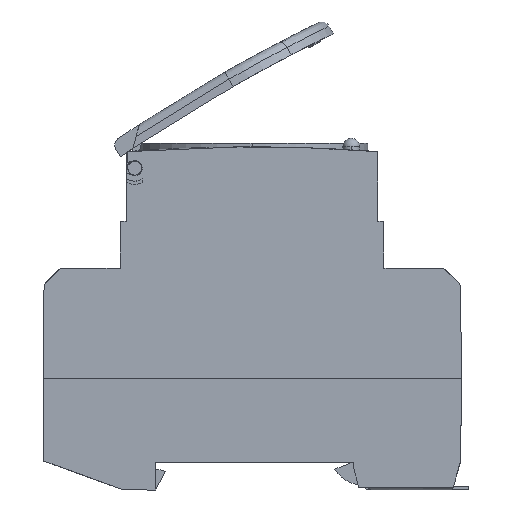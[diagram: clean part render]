
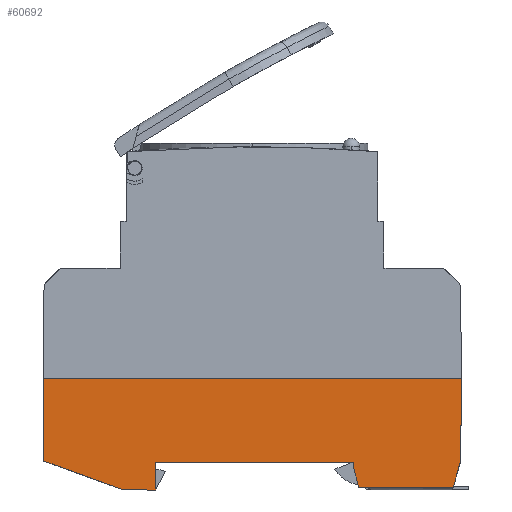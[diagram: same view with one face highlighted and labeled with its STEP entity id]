
A CAD part, left-side view. The second image highlights one B-rep face of the part: STEP entity #60692.
In plain terms, the highlighted planar face has unit normal (-1, 0, -0.009).
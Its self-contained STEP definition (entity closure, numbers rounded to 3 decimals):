
#3645 = VECTOR ( 'NONE', #34662, 1000. ) ;
#4082 = VECTOR ( 'NONE', #35944, 1000. ) ;
#5326 = VECTOR ( 'NONE', #35309, 1000. ) ;
#5365 = VECTOR ( 'NONE', #35331, 1000. ) ;
#5450 = VECTOR ( 'NONE', #35811, 1000. ) ;
#5545 = VECTOR ( 'NONE', #35414, 1000. ) ;
#7456 = LINE ( 'NONE', #7467, #11954 ) ;
#7458 = DIRECTION ( 'NONE',  ( -0.009, 0., 1. ) ) ;
#7467 = CARTESIAN_POINT ( 'NONE',  ( -22.355, -18.5, -41.55 ) ) ;
#11025 = AXIS2_PLACEMENT_3D ( 'NONE', #58118, #58117, #58127 ) ;
#11404 = VECTOR ( 'NONE', #36045, 1000. ) ;
#11667 = VECTOR ( 'NONE', #36930, 1000. ) ;
#11671 = VECTOR ( 'NONE', #36863, 1000. ) ;
#11761 = VECTOR ( 'NONE', #36760, 1000. ) ;
#11954 = VECTOR ( 'NONE', #7458, 1000. ) ;
#27220 = CARTESIAN_POINT ( 'NONE',  ( -22.355, -18.5, -41.55 ) ) ;
#27261 = CARTESIAN_POINT ( 'NONE',  ( -22.365, -18.5, -40.35 ) ) ;
#30937 = CARTESIAN_POINT ( 'NONE',  ( -22.326, -36.572, -44.9 ) ) ;
#30943 = CARTESIAN_POINT ( 'NONE',  ( -22.321, 17.5, -45.4 ) ) ;
#30944 = CARTESIAN_POINT ( 'NONE',  ( -22.321, 23.363, -45.4 ) ) ;
#30957 = CARTESIAN_POINT ( 'NONE',  ( -22.367, 37.825, -40.136 ) ) ;
#30961 = CARTESIAN_POINT ( 'NONE',  ( -22.326, -19.398, -44.9 ) ) ;
#31044 = CARTESIAN_POINT ( 'NONE',  ( -22.368, -37.915, -40.055 ) ) ;
#31144 = CARTESIAN_POINT ( 'NONE',  ( -22.365, 17.5, -40.35 ) ) ;
#31145 = CARTESIAN_POINT ( 'NONE',  ( -22.498, 37.955, -25.2 ) ) ;
#31170 = CARTESIAN_POINT ( 'NONE',  ( -22.498, -38.045, -25.2 ) ) ;
#34654 = LINE ( 'NONE', #34661, #3645 ) ;
#34661 = CARTESIAN_POINT ( 'NONE',  ( -22.301, 17.5, -47.702 ) ) ;
#34662 = DIRECTION ( 'NONE',  ( 0.009, 0., -1. ) ) ;
#35264 = LINE ( 'NONE', #35302, #5326 ) ;
#35302 = CARTESIAN_POINT ( 'NONE',  ( -22.321, 65.75, -45.4 ) ) ;
#35309 = DIRECTION ( 'NONE',  ( 0., 1., 0. ) ) ;
#35324 = LINE ( 'NONE', #35345, #5365 ) ;
#35331 = DIRECTION ( 'NONE',  ( 0., 1., 0. ) ) ;
#35345 = CARTESIAN_POINT ( 'NONE',  ( -22.326, 65.75, -44.9 ) ) ;
#35398 = LINE ( 'NONE', #35399, #5545 ) ;
#35399 = CARTESIAN_POINT ( 'NONE',  ( -22.326, -19.398, -44.9 ) ) ;
#35414 = DIRECTION ( 'NONE',  ( -0.008, 0.259, 0.966 ) ) ;
#35763 = CARTESIAN_POINT ( 'NONE',  ( -22.365, 65.75, -40.35 ) ) ;
#35808 = LINE ( 'NONE', #35763, #5450 ) ;
#35811 = DIRECTION ( 'NONE',  ( 0., 1., 0. ) ) ;
#35933 = LINE ( 'NONE', #35949, #4082 ) ;
#35944 = DIRECTION ( 'NONE',  ( -0.003, 0.94, 0.342 ) ) ;
#35949 = CARTESIAN_POINT ( 'NONE',  ( -22.321, 23.363, -45.4 ) ) ;
#36027 = LINE ( 'NONE', #36039, #11404 ) ;
#36039 = CARTESIAN_POINT ( 'NONE',  ( -22.368, -37.915, -40.055 ) ) ;
#36045 = DIRECTION ( 'NONE',  ( 0.008, 0.267, -0.964 ) ) ;
#36747 = CARTESIAN_POINT ( 'NONE',  ( -22.498, -38.045, -25.2 ) ) ;
#36760 = DIRECTION ( 'NONE',  ( 0.009, 0.009, -1. ) ) ;
#36783 = LINE ( 'NONE', #36747, #11761 ) ;
#36853 = LINE ( 'NONE', #36862, #11671 ) ;
#36862 = CARTESIAN_POINT ( 'NONE',  ( -22.498, 73.54, -25.2 ) ) ;
#36863 = DIRECTION ( 'NONE',  ( 0., 1., 0. ) ) ;
#36902 = CARTESIAN_POINT ( 'NONE',  ( -22.367, 37.825, -40.136 ) ) ;
#36908 = LINE ( 'NONE', #36902, #11667 ) ;
#36930 = DIRECTION ( 'NONE',  ( -0.009, 0.009, 1. ) ) ;
#41059 = VERTEX_POINT ( 'NONE', #27220 ) ;
#41063 = VERTEX_POINT ( 'NONE', #27261 ) ;
#41361 = VERTEX_POINT ( 'NONE', #30944 ) ;
#41382 = VERTEX_POINT ( 'NONE', #30943 ) ;
#41397 = VERTEX_POINT ( 'NONE', #30961 ) ;
#41401 = VERTEX_POINT ( 'NONE', #30937 ) ;
#41406 = VERTEX_POINT ( 'NONE', #30957 ) ;
#41478 = VERTEX_POINT ( 'NONE', #31044 ) ;
#41554 = VERTEX_POINT ( 'NONE', #31144 ) ;
#41582 = VERTEX_POINT ( 'NONE', #31170 ) ;
#41585 = VERTEX_POINT ( 'NONE', #31145 ) ;
#45166 = ORIENTED_EDGE ( 'NONE', *, *, #53988, .F. ) ;
#45178 = ORIENTED_EDGE ( 'NONE', *, *, #54828, .T. ) ;
#45246 = ORIENTED_EDGE ( 'NONE', *, *, #54855, .F. ) ;
#45255 = ORIENTED_EDGE ( 'NONE', *, *, #55007, .F. ) ;
#45257 = ORIENTED_EDGE ( 'NONE', *, *, #54740, .F. ) ;
#45281 = ORIENTED_EDGE ( 'NONE', *, *, #54026, .F. ) ;
#45310 = ORIENTED_EDGE ( 'NONE', *, *, #54301, .F. ) ;
#45369 = ORIENTED_EDGE ( 'NONE', *, *, #54225, .F. ) ;
#45387 = ORIENTED_EDGE ( 'NONE', *, *, #54054, .F. ) ;
#45389 = ORIENTED_EDGE ( 'NONE', *, *, #54403, .F. ) ;
#45399 = ORIENTED_EDGE ( 'NONE', *, *, #54310, .F. ) ;
#46206 = EDGE_LOOP ( 'NONE', ( #45166, #45310, #45369, #45255, #45387, #45281, #45389, #45257, #45178, #45246, #45399 ) ) ;
#53988 = EDGE_CURVE ( 'NONE', #41382, #41361, #35264, .T. ) ;
#54026 = EDGE_CURVE ( 'NONE', #41401, #41397, #35324, .T. ) ;
#54054 = EDGE_CURVE ( 'NONE', #41397, #41059, #35398, .T. ) ;
#54225 = EDGE_CURVE ( 'NONE', #41063, #41554, #35808, .T. ) ;
#54301 = EDGE_CURVE ( 'NONE', #41554, #41382, #34654, .T. ) ;
#54310 = EDGE_CURVE ( 'NONE', #41361, #41406, #35933, .T. ) ;
#54403 = EDGE_CURVE ( 'NONE', #41478, #41401, #36027, .T. ) ;
#54740 = EDGE_CURVE ( 'NONE', #41582, #41478, #36783, .T. ) ;
#54828 = EDGE_CURVE ( 'NONE', #41582, #41585, #36853, .T. ) ;
#54855 = EDGE_CURVE ( 'NONE', #41406, #41585, #36908, .T. ) ;
#55007 = EDGE_CURVE ( 'NONE', #41059, #41063, #7456, .T. ) ;
#58100 = PLANE ( 'NONE',  #11025 ) ;
#58117 = DIRECTION ( 'NONE',  ( 1., 0., 0.009 ) ) ;
#58118 = CARTESIAN_POINT ( 'NONE',  ( -22.301, 65.75, -47.702 ) ) ;
#58127 = DIRECTION ( 'NONE',  ( 0.009, 0., -1. ) ) ;
#58138 = FACE_OUTER_BOUND ( 'NONE', #46206, .T. ) ;
#60692 = ADVANCED_FACE ( 'NONE', ( #58138 ), #58100, .F. ) ;
